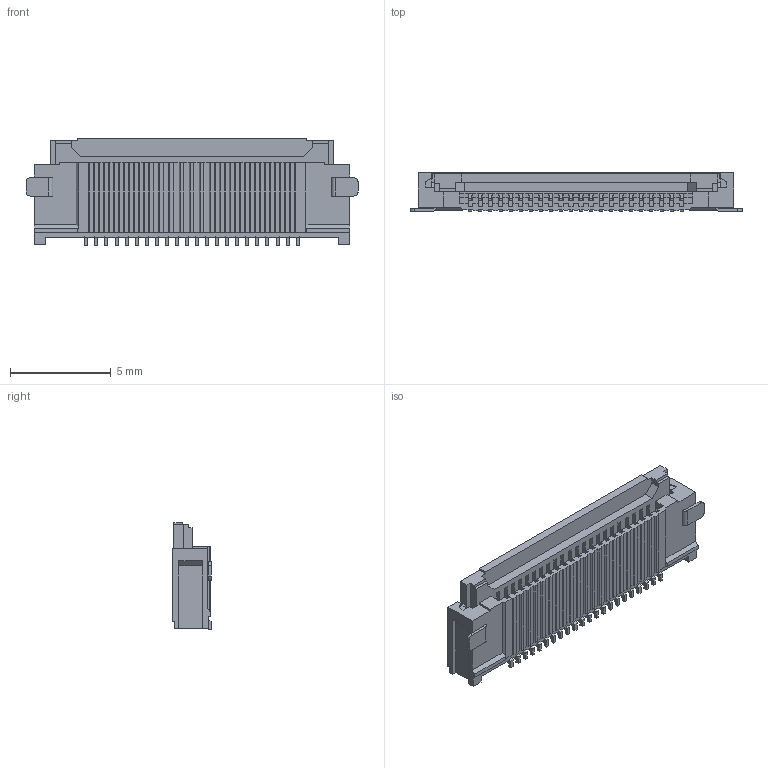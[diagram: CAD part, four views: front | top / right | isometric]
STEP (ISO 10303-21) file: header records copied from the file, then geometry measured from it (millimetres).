
FILE_DESCRIPTION((''),'2;1');
FILE_NAME('5052782233','2022-01-14T',('gga'),(''),'PRO/ENGINEER BY PARAMETRIC TECHNOLOGY CORPORATION, 2016010','PRO/ENGINEER BY PARAMETRIC TECHNOLOGY CORPORATION, 2016010','');
FILE_SCHEMA(('CONFIG_CONTROL_DESIGN'));
Length unit declared in the file: millimetre
Products named in the file (1): 5052782233
Bounding box: 16.5 x 1.9 x 5.3 mm (x, y, z)
Volume: 86.9 mm3; surface area: 492.9 mm2
Topology: 1 solids, 1 shells, 1308 faces, 3776 edges, 2512 vertices
Faces by surface type: plane 1138, cylinder 170
Entity records: 42409 total; most frequent: CARTESIAN_POINT 7604, ORIENTED_EDGE 7552, DIRECTION 6732, EDGE_CURVE 3776, VECTOR 3434, LINE 3434, VERTEX_POINT 2512, AXIS2_PLACEMENT_3D 1649
